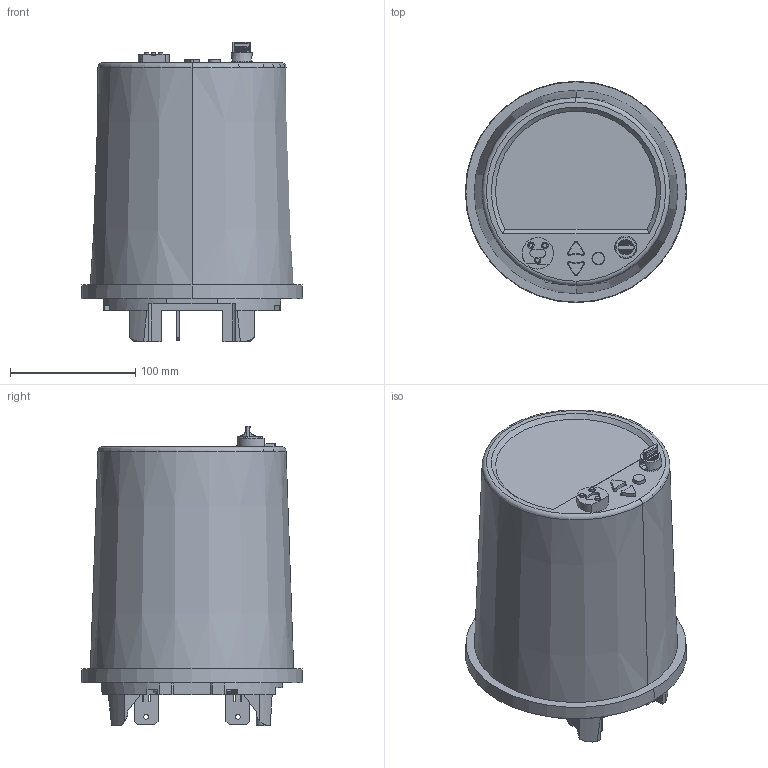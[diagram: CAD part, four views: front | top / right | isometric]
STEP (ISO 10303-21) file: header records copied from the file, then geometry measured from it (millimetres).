
FILE_DESCRIPTION((''),'2;1');
FILE_NAME('SB103350_3D-SIMPLIFIE_SW0001','2011-02-16T',('CDecastro'),(''),'PRO/ENGINEER BY PARAMETRIC TECHNOLOGY CORPORATION, 2006170','PRO/ENGINEER BY PARAMETRIC TECHNOLOGY CORPORATION, 2006170','');
FILE_SCHEMA(('CONFIG_CONTROL_DESIGN'));
Length unit declared in the file: millimetre
Products named in the file (1): SB103350_3D-SIMPLIFIE_SW0001
Bounding box: 176.4 x 176.4 x 238.38 mm (x, y, z)
Volume: 3781644.2 mm3; surface area: 174886.4 mm2
Topology: 1 solids, 1 shells, 490 faces, 1383 edges, 925 vertices
Faces by surface type: plane 348, cylinder 115, extrusion 10, sphere 8, cone 7, torus 2
Entity records: 16981 total; most frequent: CARTESIAN_POINT 4092, ORIENTED_EDGE 2758, DIRECTION 2565, EDGE_CURVE 1379, VECTOR 929, VERTEX_POINT 925, LINE 919, AXIS2_PLACEMENT_3D 818
